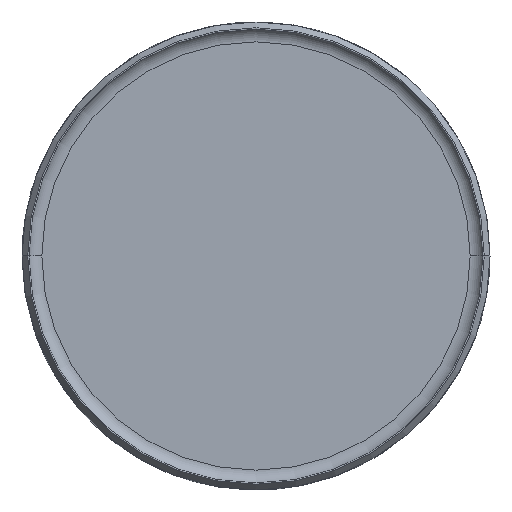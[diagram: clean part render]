
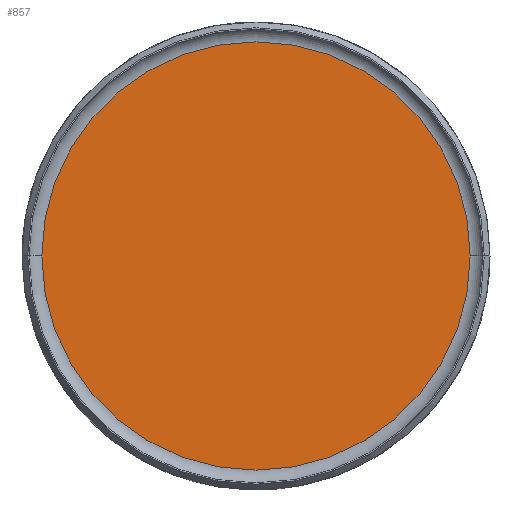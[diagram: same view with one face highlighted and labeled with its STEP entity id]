
A CAD part, top view. The second image highlights one B-rep face of the part: STEP entity #857.
In plain terms, the highlighted planar face has unit normal (0, 0, 1).
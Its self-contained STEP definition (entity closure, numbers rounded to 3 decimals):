
#501=CIRCLE('',#6471,186.993);
#504=CIRCLE('',#6475,186.993);
#857=ADVANCED_FACE('',(#1374),#1065,.F.);
#1065=PLANE('',#6477);
#1374=FACE_OUTER_BOUND('',#1756,.T.);
#1756=EDGE_LOOP('',(#4321,#4322));
#4321=ORIENTED_EDGE('',*,*,#5801,.F.);
#4322=ORIENTED_EDGE('',*,*,#5798,.F.);
#4974=VERTEX_POINT('',#27753);
#4975=VERTEX_POINT('',#27754);
#5798=EDGE_CURVE('',#4974,#4975,#501,.T.);
#5801=EDGE_CURVE('',#4975,#4974,#504,.T.);
#6471=AXIS2_PLACEMENT_3D('',#27752,#7971,#7972);
#6475=AXIS2_PLACEMENT_3D('',#27758,#7979,#7980);
#6477=AXIS2_PLACEMENT_3D('',#27760,#7983,#7984);
#7971=DIRECTION('',(0.,0.,-1.));
#7972=DIRECTION('',(-1.,0.,0.));
#7979=DIRECTION('',(0.,0.,-1.));
#7980=DIRECTION('',(1.,0.,0.));
#7983=DIRECTION('',(0.,0.,-1.));
#7984=DIRECTION('',(1.,0.,0.));
#27752=CARTESIAN_POINT('',(0.,20.,3.225));
#27753=CARTESIAN_POINT('',(186.993,20.,3.225));
#27754=CARTESIAN_POINT('',(-186.993,20.,3.225));
#27758=CARTESIAN_POINT('',(0.,20.,3.225));
#27760=CARTESIAN_POINT('',(0.,20.,3.225));
